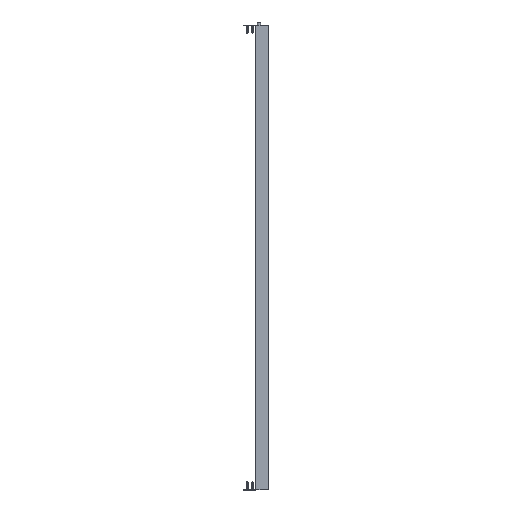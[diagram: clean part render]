
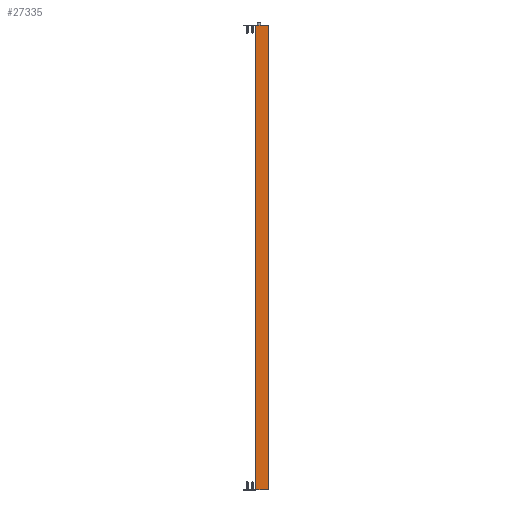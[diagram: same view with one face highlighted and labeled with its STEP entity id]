
A CAD part, left-side view. The second image highlights one B-rep face of the part: STEP entity #27335.
In plain terms, the highlighted planar face has unit normal (-1, 0.007, 0).
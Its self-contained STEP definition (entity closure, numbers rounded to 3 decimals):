
#2 = DIRECTION ( 'NONE',  ( 0., 0., -1. ) ) ;
#3160 = CARTESIAN_POINT ( 'NONE',  ( -6.382, -0.695, -1082. ) ) ;
#3331 = VERTEX_POINT ( 'NONE', #7820 ) ;
#3651 = LINE ( 'NONE', #32038, #22551 ) ;
#3841 = CARTESIAN_POINT ( 'NONE',  ( -6.382, -0.695, 0. ) ) ;
#4068 = ORIENTED_EDGE ( 'NONE', *, *, #30543, .T. ) ;
#4625 = VERTEX_POINT ( 'NONE', #35885 ) ;
#5735 = DIRECTION ( 'NONE',  ( -0.007, -1., 0. ) ) ;
#7575 = EDGE_LOOP ( 'NONE', ( #21583, #9309, #17407, #4068 ) ) ;
#7820 = CARTESIAN_POINT ( 'NONE',  ( -6.599, -29.85, -1082. ) ) ;
#9309 = ORIENTED_EDGE ( 'NONE', *, *, #31982, .T. ) ;
#10015 = VERTEX_POINT ( 'NONE', #35227 ) ;
#16472 = DIRECTION ( 'NONE',  ( -0.007, -1., 0. ) ) ;
#17399 = DIRECTION ( 'NONE',  ( -0.007, -1., 0. ) ) ;
#17407 = ORIENTED_EDGE ( 'NONE', *, *, #30265, .F. ) ;
#19947 = VERTEX_POINT ( 'NONE', #3841 ) ;
#20788 = EDGE_CURVE ( 'NONE', #4625, #3331, #44487, .T. ) ;
#21583 = ORIENTED_EDGE ( 'NONE', *, *, #20788, .T. ) ;
#21677 = VECTOR ( 'NONE', #2, 1000. ) ;
#22450 = AXIS2_PLACEMENT_3D ( 'NONE', #40786, #30208, #16472 ) ;
#22551 = VECTOR ( 'NONE', #17399, 1000. ) ;
#22919 = CARTESIAN_POINT ( 'NONE',  ( -6.599, -29.85, -1082. ) ) ;
#23886 = LINE ( 'NONE', #3160, #21677 ) ;
#26318 = VECTOR ( 'NONE', #5735, 1000. ) ;
#27058 = FACE_OUTER_BOUND ( 'NONE', #7575, .T. ) ;
#27335 = ADVANCED_FACE ( 'NONE', ( #27058 ), #37615, .T. ) ;
#30208 = DIRECTION ( 'NONE',  ( -1., 0.007, 0. ) ) ;
#30265 = EDGE_CURVE ( 'NONE', #19947, #10015, #3651, .T. ) ;
#30543 = EDGE_CURVE ( 'NONE', #19947, #4625, #23886, .T. ) ;
#31163 = LINE ( 'NONE', #22919, #37564 ) ;
#31982 = EDGE_CURVE ( 'NONE', #3331, #10015, #31163, .T. ) ;
#32038 = CARTESIAN_POINT ( 'NONE',  ( -6.377, 0., 0. ) ) ;
#35227 = CARTESIAN_POINT ( 'NONE',  ( -6.599, -29.85, 0. ) ) ;
#35885 = CARTESIAN_POINT ( 'NONE',  ( -6.382, -0.695, -1082. ) ) ;
#36638 = DIRECTION ( 'NONE',  ( 0., 0., 1. ) ) ;
#37564 = VECTOR ( 'NONE', #36638, 1000. ) ;
#37615 = PLANE ( 'NONE',  #22450 ) ;
#40786 = CARTESIAN_POINT ( 'NONE',  ( -6.377, 0., -1082. ) ) ;
#44041 = CARTESIAN_POINT ( 'NONE',  ( -6.377, 0., -1082. ) ) ;
#44487 = LINE ( 'NONE', #44041, #26318 ) ;
